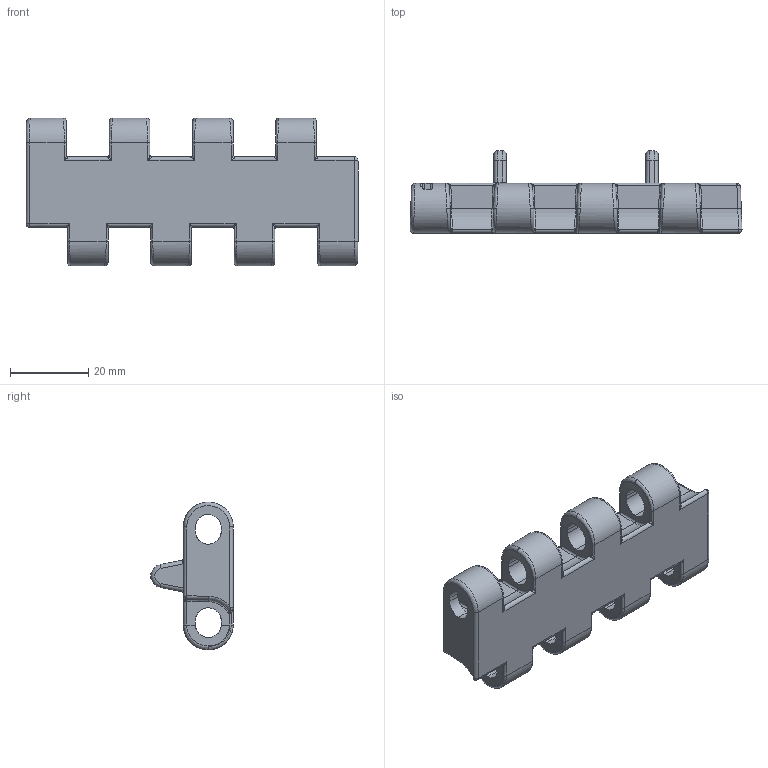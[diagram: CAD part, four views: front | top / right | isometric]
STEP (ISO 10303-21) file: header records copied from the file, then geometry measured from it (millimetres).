
FILE_DESCRIPTION (( 'STEP AP214' ), '1' );
FILE_NAME ('LF925501P20.2.STEP', '2021-03-12T08:20:55', ( '' ), ( '' ), 'SwSTEP 2.0', 'SolidWorks 2019', '' );
FILE_SCHEMA (( 'AUTOMOTIVE_DESIGN' ));
Length unit declared in the file: millimetre
Products named in the file (1): LF925501P20.2
Bounding box: 84.66 x 21 x 37.7 mm (x, y, z)
Volume: 18320.4 mm3; surface area: 11199.5 mm2
Topology: 1 solids, 1 shells, 605 faces, 1594 edges, 931 vertices
Faces by surface type: cylinder 232, bspline 220, plane 122, torus 28, sphere 3
Entity records: 27301 total; most frequent: CARTESIAN_POINT 15036, ORIENTED_EDGE 3100, DIRECTION 1944, EDGE_CURVE 1550, VERTEX_POINT 931, AXIS2_PLACEMENT_3D 720, EDGE_LOOP 609, ADVANCED_FACE 605
